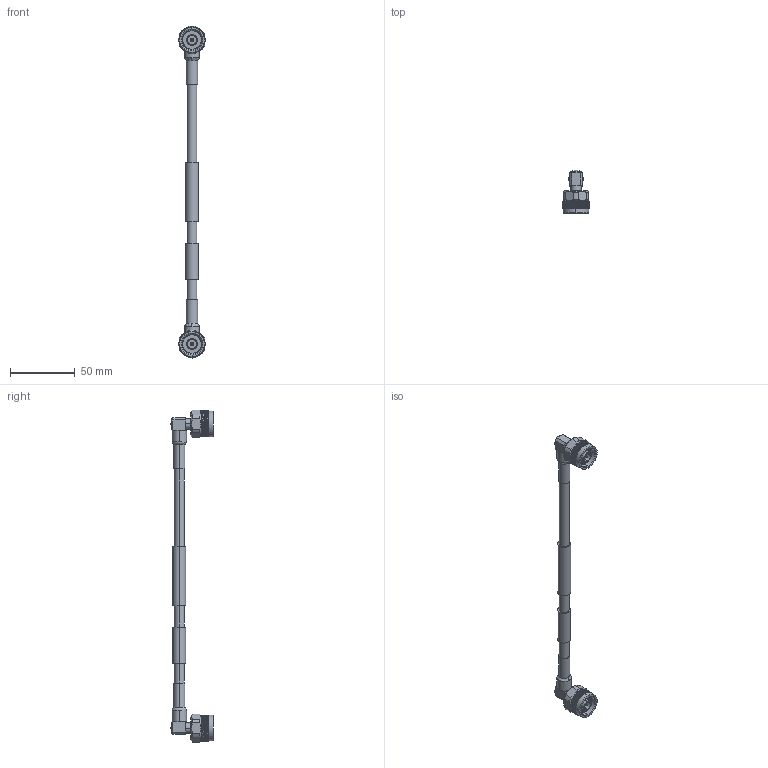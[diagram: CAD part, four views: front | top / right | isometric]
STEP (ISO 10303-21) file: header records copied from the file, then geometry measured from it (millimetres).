
FILE_DESCRIPTION (( 'STEP AP214' ), '1' );
FILE_NAME ('PE3C7846.step', '2021-02-09T19:19:16', ( '' ), ( '' ), 'SwSTEP 2.0', 'SolidWorks 2018', '' );
FILE_SCHEMA (( 'AUTOMOTIVE_DESIGN' ));
Length unit declared in the file: inch
Products named in the file (4): PE3C7846; PE-1/4SFHC^PE3C7846; PE45665^PE3C7846_Default 2; Heat Shrink^PE3C7846
Assembly tree (5 placements, depth 2):
  PE3C7846
    PE-1/4SFHC^PE3C7846
    Heat Shrink^PE3C7846  x2
    PE45665^PE3C7846_Default 2  x2
Bounding box: 20.14 x 33.1 x 255.98 mm (x, y, z)
Volume: 24540.7 mm3; surface area: 14397.4 mm2
Topology: 5 solids, 5 shells, 4474 faces, 9684 edges, 5240 vertices
Faces by surface type: bspline 3370, cylinder 950, plane 96, cone 50, torus 8
Entity records: 76494 total; most frequent: CARTESIAN_POINT 46294, ORIENTED_EDGE 9714, EDGE_CURVE 4857, VERTEX_POINT 2630, EDGE_LOOP 2259, ADVANCED_FACE 2245, FACE_OUTER_BOUND 2245, B_SPLINE_CURVE_WITH_KNOTS 2089
